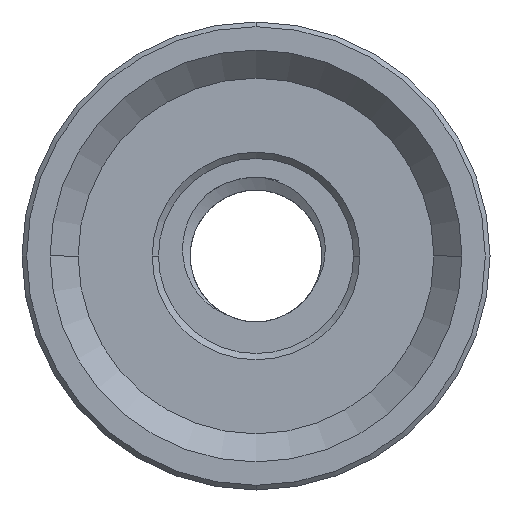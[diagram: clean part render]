
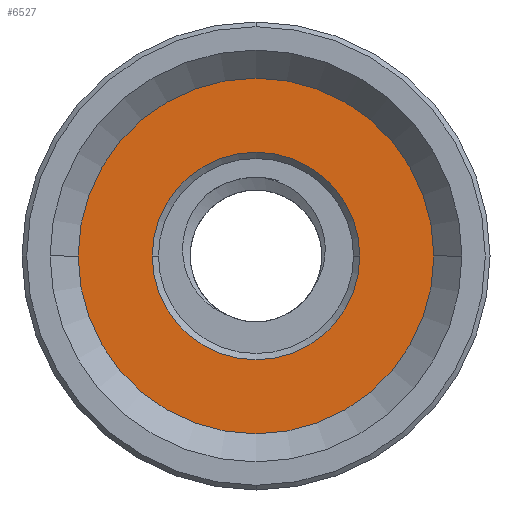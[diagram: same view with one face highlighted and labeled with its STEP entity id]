
A CAD part, front view. The second image highlights one B-rep face of the part: STEP entity #6527.
In plain terms, the highlighted planar face has unit normal (0, -1, 0).
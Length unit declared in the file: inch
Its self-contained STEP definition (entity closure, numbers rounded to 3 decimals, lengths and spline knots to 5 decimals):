
#229 = VERTEX_POINT ( 'NONE', #1527 ) ;
#310 = CIRCLE ( 'NONE', #1729, 0.57 ) ;
#328 = ORIENTED_EDGE ( 'NONE', *, *, #1524, .T. ) ;
#413 = AXIS2_PLACEMENT_3D ( 'NONE', #3824, #5492, #2734 ) ;
#581 = CIRCLE ( 'NONE', #7009, 0.3325 ) ;
#694 = CARTESIAN_POINT ( 'NONE',  ( -0.3325, -0.021, 0. ) ) ;
#1021 = EDGE_LOOP ( 'NONE', ( #2188, #2683 ) ) ;
#1121 = CARTESIAN_POINT ( 'NONE',  ( 0., -0.021, 0. ) ) ;
#1439 = VERTEX_POINT ( 'NONE', #5418 ) ;
#1524 = EDGE_CURVE ( 'NONE', #5886, #1930, #5549, .T. ) ;
#1527 = CARTESIAN_POINT ( 'NONE',  ( -0.57, -0.021, 0. ) ) ;
#1729 = AXIS2_PLACEMENT_3D ( 'NONE', #4929, #2634, #4275 ) ;
#1930 = VERTEX_POINT ( 'NONE', #3011 ) ;
#2188 = ORIENTED_EDGE ( 'NONE', *, *, #3255, .F. ) ;
#2495 = EDGE_LOOP ( 'NONE', ( #6139, #328 ) ) ;
#2557 = FACE_BOUND ( 'NONE', #2495, .T. ) ;
#2596 = DIRECTION ( 'NONE',  ( 1., 0., 0. ) ) ;
#2634 = DIRECTION ( 'NONE',  ( 0., 1., 0. ) ) ;
#2683 = ORIENTED_EDGE ( 'NONE', *, *, #5279, .F. ) ;
#2734 = DIRECTION ( 'NONE',  ( 1., 0., 0. ) ) ;
#3011 = CARTESIAN_POINT ( 'NONE',  ( 0.3325, -0.021, 0. ) ) ;
#3255 = EDGE_CURVE ( 'NONE', #229, #1439, #7223, .T. ) ;
#3323 = DIRECTION ( 'NONE',  ( -1., 0., 0. ) ) ;
#3824 = CARTESIAN_POINT ( 'NONE',  ( 0., -0.021, 0. ) ) ;
#3966 = AXIS2_PLACEMENT_3D ( 'NONE', #4272, #5908, #2596 ) ;
#4272 = CARTESIAN_POINT ( 'NONE',  ( 0.57, -0.021, 0. ) ) ;
#4275 = DIRECTION ( 'NONE',  ( -1., 0., 0. ) ) ;
#4570 = DIRECTION ( 'NONE',  ( 0., 1., 0. ) ) ;
#4929 = CARTESIAN_POINT ( 'NONE',  ( 0., -0.021, 0. ) ) ;
#5245 = AXIS2_PLACEMENT_3D ( 'NONE', #5692, #4570, #3323 ) ;
#5279 = EDGE_CURVE ( 'NONE', #1439, #229, #310, .T. ) ;
#5418 = CARTESIAN_POINT ( 'NONE',  ( 0.57, -0.021, 0. ) ) ;
#5492 = DIRECTION ( 'NONE',  ( 0., 1., 0. ) ) ;
#5549 = CIRCLE ( 'NONE', #413, 0.3325 ) ;
#5692 = CARTESIAN_POINT ( 'NONE',  ( 0., -0.021, 0. ) ) ;
#5797 = FACE_OUTER_BOUND ( 'NONE', #1021, .T. ) ;
#5875 = PLANE ( 'NONE',  #3966 ) ;
#5886 = VERTEX_POINT ( 'NONE', #694 ) ;
#5908 = DIRECTION ( 'NONE',  ( 0., -1., 0. ) ) ;
#6139 = ORIENTED_EDGE ( 'NONE', *, *, #7230, .T. ) ;
#6527 = ADVANCED_FACE ( 'NONE', ( #2557, #5797 ), #5875, .T. ) ;
#6651 = DIRECTION ( 'NONE',  ( 0., 1., 0. ) ) ;
#6761 = DIRECTION ( 'NONE',  ( 1., 0., 0. ) ) ;
#7009 = AXIS2_PLACEMENT_3D ( 'NONE', #1121, #6651, #6761 ) ;
#7223 = CIRCLE ( 'NONE', #5245, 0.57 ) ;
#7230 = EDGE_CURVE ( 'NONE', #1930, #5886, #581, .T. ) ;
